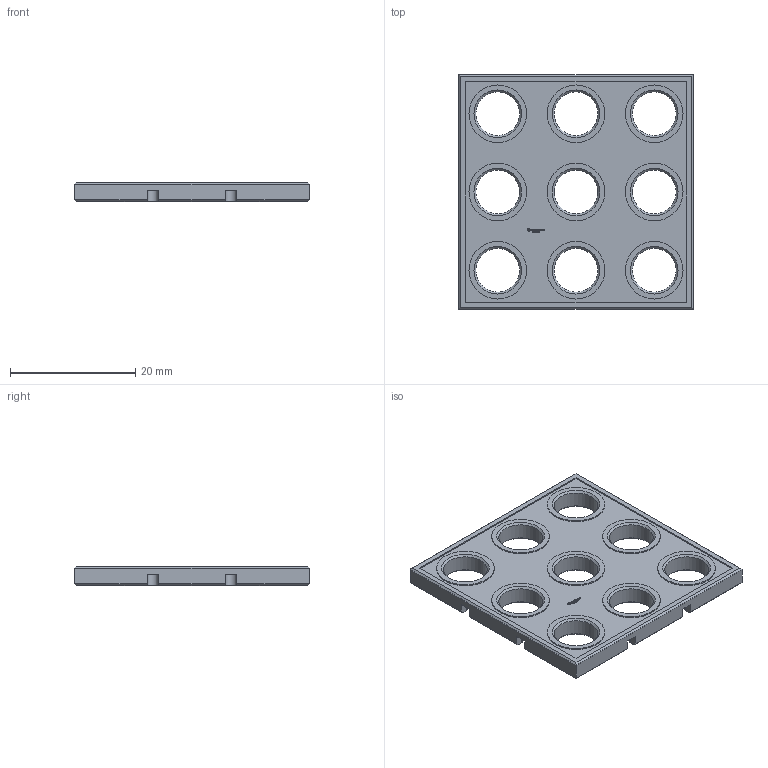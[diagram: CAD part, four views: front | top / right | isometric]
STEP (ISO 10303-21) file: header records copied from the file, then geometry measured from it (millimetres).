
FILE_DESCRIPTION(('FreeCAD Model'),'2;1');
FILE_NAME('Open CASCADE Shape Model','2024-02-25T16:31:57',(''),(''), 'Open CASCADE STEP processor 7.6','FreeCAD','Unknown');
FILE_SCHEMA(('AUTOMOTIVE_DESIGN { 1 0 10303 214 1 1 1 1 }'));
Length unit declared in the file: millimetre
Products named in the file (1): Plate SQR CRNS BU03x00.25 - SPN-PLT-0062 (stemfie.org)
Bounding box: 37.5 x 37.5 x 3.12 mm (x, y, z)
Volume: 2895.7 mm3; surface area: 3417.3 mm2
Topology: 1 solids, 1 shells, 662 faces, 1828 edges, 1210 vertices
Faces by surface type: plane 406, extrusion 164, cylinder 74, cone 18
Full cylindrical faces by diameter (mm): 7 x9, 9.2 x9
Entity records: 45516 total; most frequent: CARTESIAN_POINT 11039, DIRECTION 5442, VECTOR 3982, LINE 3818, ORIENTED_EDGE 3656, PCURVE 3656, DEFINITIONAL_REPRESENTATION 3656, EDGE_CURVE 1828
